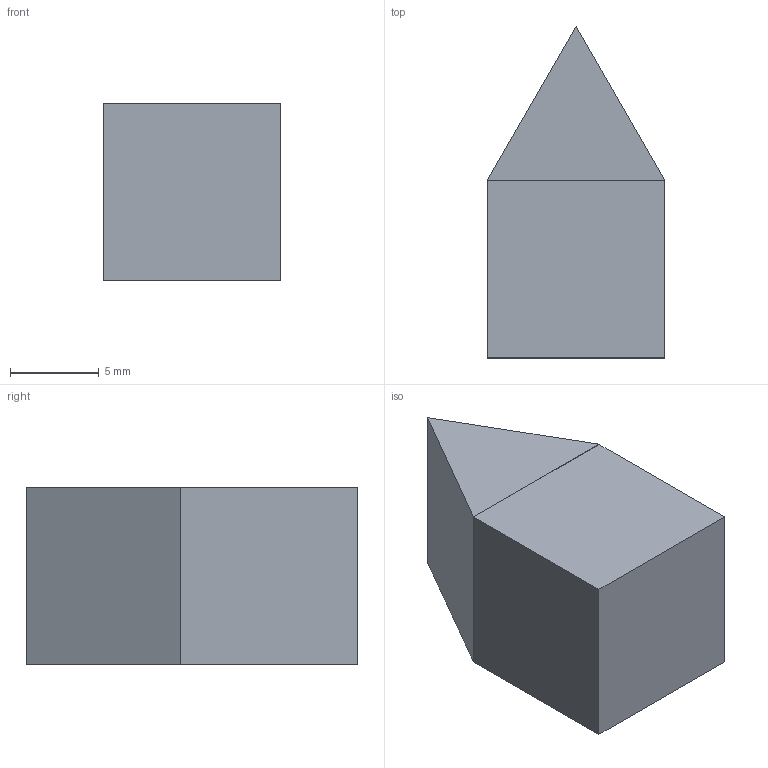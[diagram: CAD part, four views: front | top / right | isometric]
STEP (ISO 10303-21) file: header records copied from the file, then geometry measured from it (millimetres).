
FILE_DESCRIPTION(('FreeCAD Model'),'2;1');
FILE_NAME('Open CASCADE Shape Model','2023-07-10T12:34:03',(''),(''), 'Open CASCADE STEP processor 7.6','FreeCAD','Unknown');
FILE_SCHEMA(('AUTOMOTIVE_DESIGN { 1 0 10303 214 1 1 1 1 }'));
Length unit declared in the file: millimetre
Products named in the file (3): Unnamed1; Box; Body
Assembly tree (2 placements, depth 2):
  Unnamed1
    Box
    Body
Bounding box: 10.02 x 18.68 x 10 mm (x, y, z)
Volume: 1434.9 mm3; surface area: 987.7 mm2
Topology: 2 solids, 2 shells, 11 faces, 21 edges, 14 vertices
Faces by surface type: plane 11
Entity records: 614 total; most frequent: CARTESIAN_POINT 91, DIRECTION 91, LINE 63, VECTOR 63, ORIENTED_EDGE 42, PCURVE 42, DEFINITIONAL_REPRESENTATION 42, EDGE_CURVE 21
